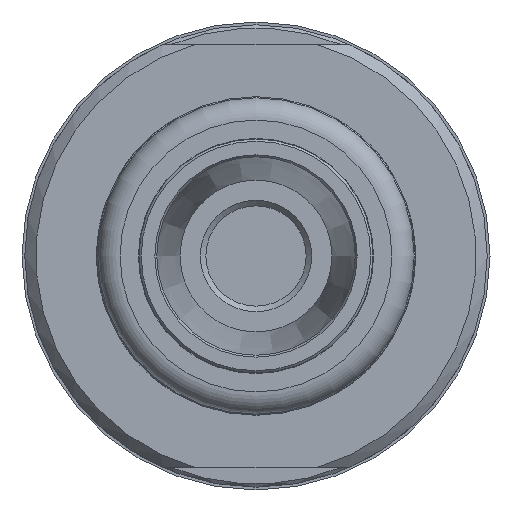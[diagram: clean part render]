
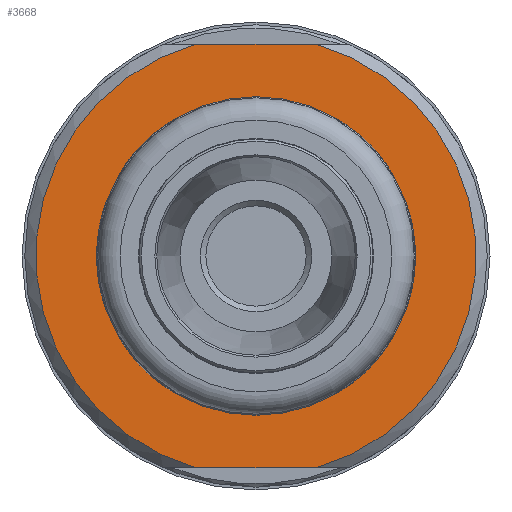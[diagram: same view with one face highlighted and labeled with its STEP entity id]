
A CAD part, left-side view. The second image highlights one B-rep face of the part: STEP entity #3668.
In plain terms, the highlighted planar face has unit normal (-1, 0, 0).
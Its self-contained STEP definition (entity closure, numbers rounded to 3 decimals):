
#317=FACE_BOUND('',#989,.T.);
#553=CIRCLE('',#4014,19.75);
#554=CIRCLE('',#4017,8.);
#555=CIRCLE('',#4019,19.75);
#751=FACE_OUTER_BOUND('',#988,.T.);
#988=EDGE_LOOP('',(#3294,#3295,#3296,#3297));
#989=EDGE_LOOP('',(#3298));
#1264=LINE('',#8038,#1531);
#1268=LINE('',#8054,#1535);
#1531=VECTOR('',#4882,10.);
#1535=VECTOR('',#4890,10.);
#1844=VERTEX_POINT('',#8033);
#1845=VERTEX_POINT('',#8037);
#1848=VERTEX_POINT('',#8049);
#1849=VERTEX_POINT('',#8053);
#1850=VERTEX_POINT('',#8064);
#2326=EDGE_CURVE('',#1845,#1844,#1264,.T.);
#2332=EDGE_CURVE('',#1849,#1848,#1268,.T.);
#2335=EDGE_CURVE('',#1845,#1848,#553,.T.);
#2337=EDGE_CURVE('',#1850,#1850,#554,.T.);
#2338=EDGE_CURVE('',#1849,#1844,#555,.T.);
#3294=ORIENTED_EDGE('',*,*,#2326,.T.);
#3295=ORIENTED_EDGE('',*,*,#2338,.F.);
#3296=ORIENTED_EDGE('',*,*,#2332,.T.);
#3297=ORIENTED_EDGE('',*,*,#2335,.F.);
#3298=ORIENTED_EDGE('',*,*,#2337,.T.);
#3476=PLANE('',#4018);
#3668=ADVANCED_FACE('',(#751,#317),#3476,.T.);
#4014=AXIS2_PLACEMENT_3D('',#8061,#4897,#4898);
#4017=AXIS2_PLACEMENT_3D('',#8066,#4904,#4905);
#4018=AXIS2_PLACEMENT_3D('',#8067,#4906,#4907);
#4019=AXIS2_PLACEMENT_3D('',#8068,#4908,#4909);
#4882=DIRECTION('',(0.,1.,0.));
#4890=DIRECTION('',(0.,-1.,0.));
#4897=DIRECTION('center_axis',(1.,0.,0.));
#4898=DIRECTION('ref_axis',(0.,-1.,0.));
#4904=DIRECTION('center_axis',(1.,0.,0.));
#4905=DIRECTION('ref_axis',(0.,-1.,0.));
#4906=DIRECTION('center_axis',(-1.,0.,0.));
#4907=DIRECTION('ref_axis',(0.,0.,
-1.));
#4908=DIRECTION('center_axis',(1.,0.,0.));
#4909=DIRECTION('ref_axis',(0.,-1.,0.));
#8033=CARTESIAN_POINT('',(-85.,5.391,19.));
#8037=CARTESIAN_POINT('',(-85.,-5.391,19.));
#8038=CARTESIAN_POINT('',(-85.,-1.392,19.));
#8049=CARTESIAN_POINT('',(-85.,-5.391,-19.));
#8053=CARTESIAN_POINT('',(-85.,5.391,-19.));
#8054=CARTESIAN_POINT('',(-85.,-12.483,-19.));
#8061=CARTESIAN_POINT('Origin',(-85.,0.,0.));
#8064=CARTESIAN_POINT('',(-85.,8.,0.));
#8066=CARTESIAN_POINT('Origin',(-85.,0.,0.));
#8067=CARTESIAN_POINT('Origin',(-85.,-13.875,0.));
#8068=CARTESIAN_POINT('Origin',(-85.,0.,0.));
